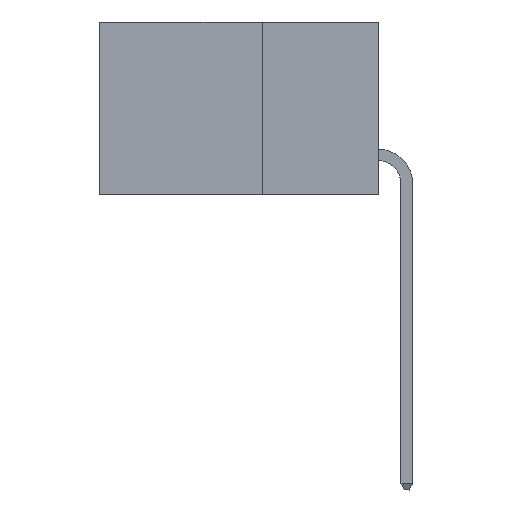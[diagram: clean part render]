
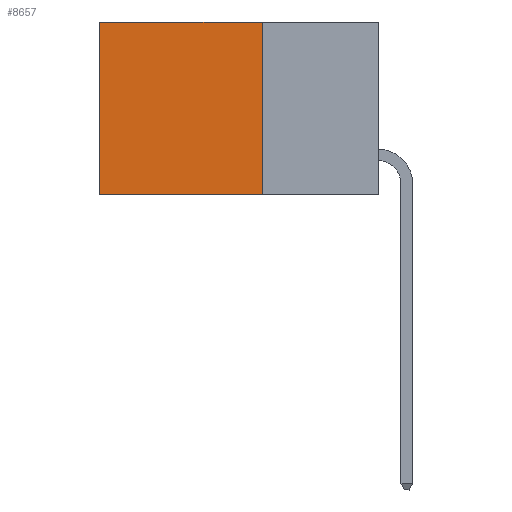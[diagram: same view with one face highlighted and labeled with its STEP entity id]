
A CAD part, left-side view. The second image highlights one B-rep face of the part: STEP entity #8657.
In plain terms, the highlighted planar face has unit normal (-1, 0, 0).
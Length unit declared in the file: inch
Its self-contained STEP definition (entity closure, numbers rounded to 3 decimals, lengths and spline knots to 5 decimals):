
#233 = ORIENTED_EDGE ( 'NONE', *, *, #9134, .T. ) ;
#269 = DIRECTION ( 'NONE',  ( 0., 0., -1. ) ) ;
#523 = ORIENTED_EDGE ( 'NONE', *, *, #1341, .F. ) ;
#1021 = DIRECTION ( 'NONE',  ( 0., 1., 0. ) ) ;
#1079 = VECTOR ( 'NONE', #2264, 39.37008 ) ;
#1095 = ORIENTED_EDGE ( 'NONE', *, *, #14806, .F. ) ;
#1156 = ORIENTED_EDGE ( 'NONE', *, *, #8692, .T. ) ;
#1341 = EDGE_CURVE ( 'NONE', #8544, #14250, #12787, .T. ) ;
#2109 = LINE ( 'NONE', #5183, #14111 ) ;
#2152 = CARTESIAN_POINT ( 'NONE',  ( 0.298, 0.6, 0. ) ) ;
#2207 = LINE ( 'NONE', #14199, #1079 ) ;
#2264 = DIRECTION ( 'NONE',  ( 0., 1., 0. ) ) ;
#3091 = VECTOR ( 'NONE', #1021, 39.37008 ) ;
#3453 = CARTESIAN_POINT ( 'NONE',  ( 0.298, 0.25, 0. ) ) ;
#4718 = PLANE ( 'NONE',  #9354 ) ;
#5183 = CARTESIAN_POINT ( 'NONE',  ( 0.298, 0.25, 0. ) ) ;
#5771 = CARTESIAN_POINT ( 'NONE',  ( 0.298, 0.25, -0.37 ) ) ;
#5957 = DIRECTION ( 'NONE',  ( 0., 0., -1. ) ) ;
#6747 = CARTESIAN_POINT ( 'NONE',  ( 0.298, 0.6, -0.37 ) ) ;
#7826 = CARTESIAN_POINT ( 'NONE',  ( 0.298, 0.25, 0. ) ) ;
#8028 = FACE_OUTER_BOUND ( 'NONE', #13698, .T. ) ;
#8544 = VERTEX_POINT ( 'NONE', #5771 ) ;
#8657 = ADVANCED_FACE ( 'NONE', ( #8028 ), #4718, .F. ) ;
#8692 = EDGE_CURVE ( 'NONE', #11960, #14617, #2207, .T. ) ;
#9134 = EDGE_CURVE ( 'NONE', #14617, #14250, #9701, .T. ) ;
#9354 = AXIS2_PLACEMENT_3D ( 'NONE', #3453, #13146, #5957 ) ;
#9701 = LINE ( 'NONE', #2152, #13530 ) ;
#9714 = CARTESIAN_POINT ( 'NONE',  ( 0.298, 0.6, 0. ) ) ;
#10749 = DIRECTION ( 'NONE',  ( 0., 0., -1. ) ) ;
#11770 = CARTESIAN_POINT ( 'NONE',  ( 0.298, 0.25, -0.37 ) ) ;
#11960 = VERTEX_POINT ( 'NONE', #7826 ) ;
#12787 = LINE ( 'NONE', #11770, #3091 ) ;
#13146 = DIRECTION ( 'NONE',  ( 1., 0., 0. ) ) ;
#13530 = VECTOR ( 'NONE', #10749, 39.37008 ) ;
#13698 = EDGE_LOOP ( 'NONE', ( #233, #523, #1095, #1156 ) ) ;
#14111 = VECTOR ( 'NONE', #269, 39.37008 ) ;
#14199 = CARTESIAN_POINT ( 'NONE',  ( 0.298, 0.25, 0. ) ) ;
#14250 = VERTEX_POINT ( 'NONE', #6747 ) ;
#14617 = VERTEX_POINT ( 'NONE', #9714 ) ;
#14806 = EDGE_CURVE ( 'NONE', #11960, #8544, #2109, .T. ) ;
